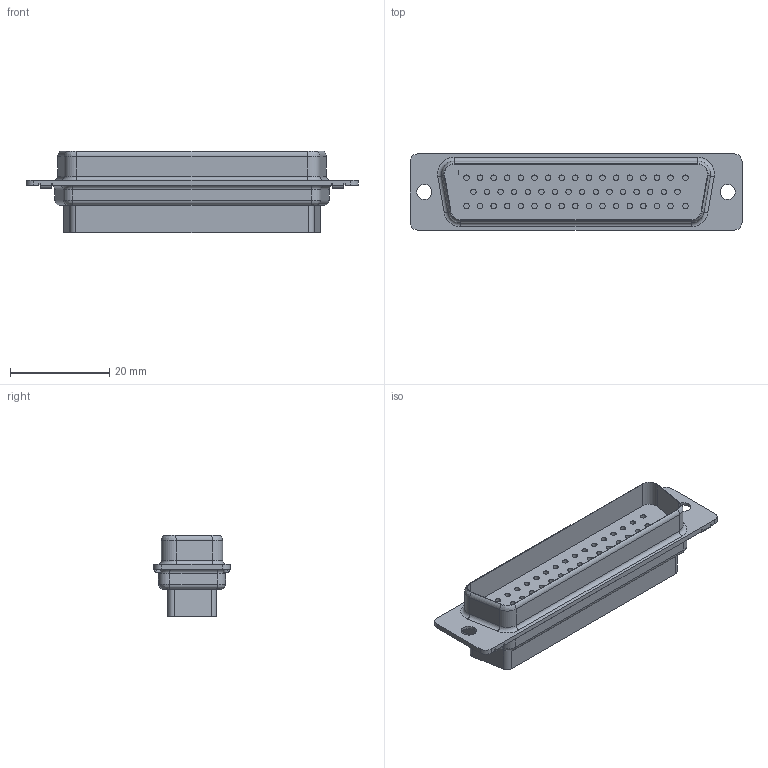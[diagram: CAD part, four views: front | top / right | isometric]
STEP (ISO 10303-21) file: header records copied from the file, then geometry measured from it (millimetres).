
FILE_DESCRIPTION((''),'2;1');
FILE_NAME('C-1-1757819-0','2016-12-14T',('workeradm'),('Tyco Electronics Ltd.'),'CREO PARAMETRIC BY PTC INC, 2016050','CREO PARAMETRIC BY PTC INC, 2016050','');
FILE_SCHEMA(('AUTOMOTIVE_DESIGN { 1 0 10303 214 1 1 1 1 }'));
Length unit declared in the file: millimetre
Products named in the file (1): C-1-1757819-0
Bounding box: 66.93 x 15.37 x 16.36 mm (x, y, z)
Volume: 7082.9 mm3; surface area: 5130.6 mm2
Topology: 1 solids, 1 shells, 449 faces, 1003 edges, 654 vertices
Faces by surface type: cylinder 256, plane 177, torus 8, bspline 8
Entity records: 12949 total; most frequent: DIRECTION 2421, CARTESIAN_POINT 2228, ORIENTED_EDGE 2006, EDGE_CURVE 1003, AXIS2_PLACEMENT_3D 977, VERTEX_POINT 654, EDGE_LOOP 559, CIRCLE 536
